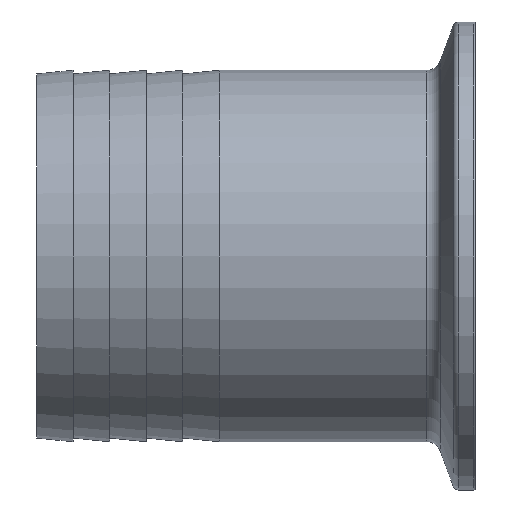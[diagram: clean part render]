
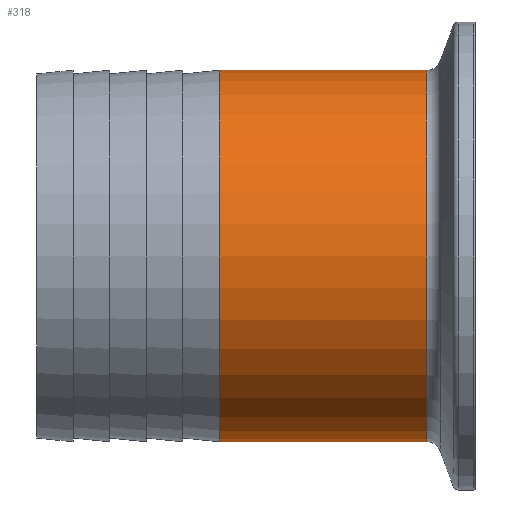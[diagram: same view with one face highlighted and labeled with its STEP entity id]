
A CAD part, front view. The second image highlights one B-rep face of the part: STEP entity #318.
In plain terms, the highlighted cylindrical face has radius 25.4 mm (diameter 50.8 mm), a partial arc.
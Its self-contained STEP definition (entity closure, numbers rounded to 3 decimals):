
#1 = CARTESIAN_POINT ( 'NONE',  ( 0., 0., 25.4 ) ) ;
#57 = CARTESIAN_POINT ( 'NONE',  ( -6.653, 0., -25.4 ) ) ;
#77 = DIRECTION ( 'NONE',  ( 1., 0., 0. ) ) ;
#154 = VERTEX_POINT ( 'NONE', #57 ) ;
#157 = CARTESIAN_POINT ( 'NONE',  ( -35., 0., 0. ) ) ;
#168 = EDGE_CURVE ( 'NONE', #1083, #438, #413, .T. ) ;
#221 = AXIS2_PLACEMENT_3D ( 'NONE', #157, #877, #505 ) ;
#228 = DIRECTION ( 'NONE',  ( 1., 0., 0. ) ) ;
#256 = CYLINDRICAL_SURFACE ( 'NONE', #692, 25.4 ) ;
#318 = ADVANCED_FACE ( 'NONE', ( #460 ), #256, .T. ) ;
#344 = DIRECTION ( 'NONE',  ( 0., 0., -1. ) ) ;
#369 = VECTOR ( 'NONE', #640, 1000. ) ;
#379 = VERTEX_POINT ( 'NONE', #658 ) ;
#389 = CIRCLE ( 'NONE', #542, 25.4 ) ;
#413 = LINE ( 'NONE', #1, #369 ) ;
#438 = VERTEX_POINT ( 'NONE', #956 ) ;
#440 = DIRECTION ( 'NONE',  ( 1., 0., 0. ) ) ;
#460 = FACE_OUTER_BOUND ( 'NONE', #558, .T. ) ;
#505 = DIRECTION ( 'NONE',  ( 0., 0., -1. ) ) ;
#510 = DIRECTION ( 'NONE',  ( 0., 0., -1. ) ) ;
#523 = CARTESIAN_POINT ( 'NONE',  ( 0., 0., 0. ) ) ;
#542 = AXIS2_PLACEMENT_3D ( 'NONE', #1050, #228, #510 ) ;
#544 = CARTESIAN_POINT ( 'NONE',  ( 0., 0., -25.4 ) ) ;
#558 = EDGE_LOOP ( 'NONE', ( #1099, #1146, #819, #1003 ) ) ;
#625 = EDGE_CURVE ( 'NONE', #438, #154, #389, .T. ) ;
#631 = LINE ( 'NONE', #544, #923 ) ;
#640 = DIRECTION ( 'NONE',  ( 1., 0., 0. ) ) ;
#644 = EDGE_CURVE ( 'NONE', #1083, #379, #735, .T. ) ;
#658 = CARTESIAN_POINT ( 'NONE',  ( -35., 0., -25.4 ) ) ;
#692 = AXIS2_PLACEMENT_3D ( 'NONE', #523, #77, #344 ) ;
#735 = CIRCLE ( 'NONE', #221, 25.4 ) ;
#810 = EDGE_CURVE ( 'NONE', #379, #154, #631, .T. ) ;
#819 = ORIENTED_EDGE ( 'NONE', *, *, #810, .T. ) ;
#877 = DIRECTION ( 'NONE',  ( 1., 0., 0. ) ) ;
#923 = VECTOR ( 'NONE', #440, 1000. ) ;
#956 = CARTESIAN_POINT ( 'NONE',  ( -6.653, 0., 25.4 ) ) ;
#1003 = ORIENTED_EDGE ( 'NONE', *, *, #625, .F. ) ;
#1050 = CARTESIAN_POINT ( 'NONE',  ( -6.653, 0., 0. ) ) ;
#1083 = VERTEX_POINT ( 'NONE', #1140 ) ;
#1099 = ORIENTED_EDGE ( 'NONE', *, *, #168, .F. ) ;
#1140 = CARTESIAN_POINT ( 'NONE',  ( -35., 0., 25.4 ) ) ;
#1146 = ORIENTED_EDGE ( 'NONE', *, *, #644, .T. ) ;
